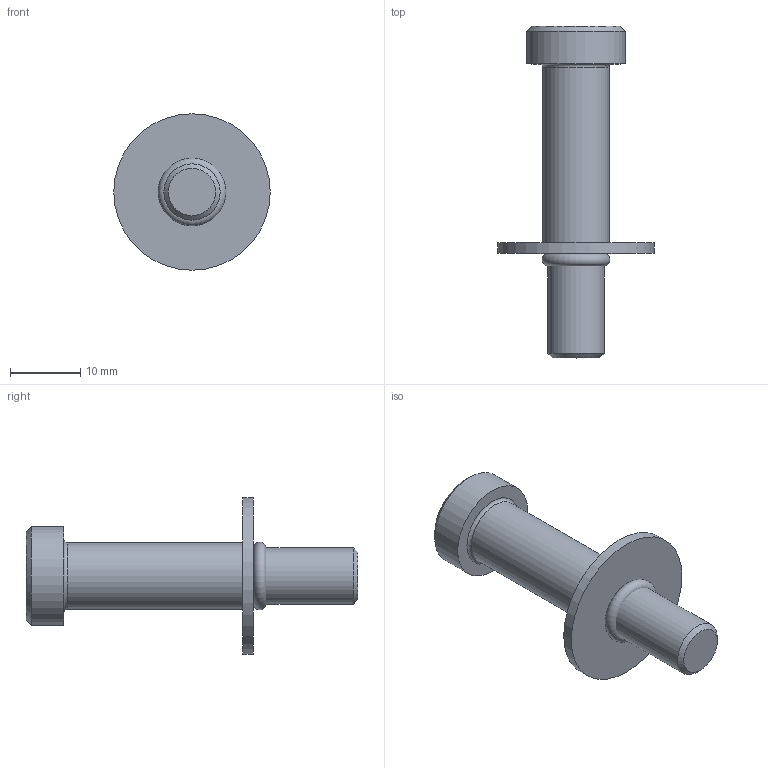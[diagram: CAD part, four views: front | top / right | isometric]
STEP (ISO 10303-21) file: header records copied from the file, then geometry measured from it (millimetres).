
FILE_DESCRIPTION(/* description */ ('STRIKER - METRIC M8 X 1.25'),/* implementation_level */ '2;1');
FILE_NAME(/* name */ '66T-240-52M.stp',/* time_stamp */ '2023-11-29T10:23:49-05:00',/* author */ ('dtinay'),/* organization */ ('Eberhard Manufacturing Company'),/* preprocessor_version */ 'ST-DEVELOPER v20',/* originating_system */ 'Autodesk Inventor 2024',/* authorisation */ '');
FILE_SCHEMA (('AUTOMOTIVE_DESIGN { 1 0 10303 214 3 1 1 }'));
Length unit declared in the file: inch
Products named in the file (4): 66T-240-52M; 66T-240-10M; 66-240-11; 66-240-17
Assembly tree (3 placements, depth 2):
  66T-240-52M
    66T-240-10M
    66-240-11
    66-240-17
Bounding box: 22.23 x 47.17 x 22.23 mm (x, y, z)
Volume: 3891.4 mm3; surface area: 2699.6 mm2
Topology: 3 solids, 3 shells, 56 faces, 142 edges, 93 vertices
Faces by surface type: cylinder 22, plane 21, cone 9, torus 4
Full cylindrical faces by diameter (mm): 6.985 x1, 8 x1, 8.179 x1, 9.449 x1, 14.046 x1, 22.225 x1
Entity records: 1974 total; most frequent: CARTESIAN_POINT 494, ORIENTED_EDGE 282, DIRECTION 281, EDGE_CURVE 141, AXIS2_PLACEMENT_3D 116, VERTEX_POINT 93, EDGE_LOOP 62, FACE_OUTER_BOUND 56
